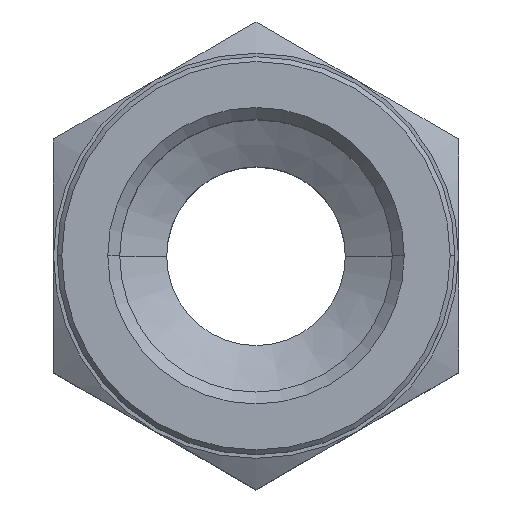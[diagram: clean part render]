
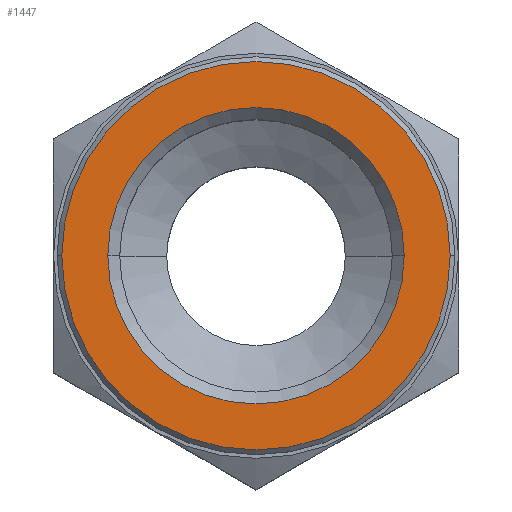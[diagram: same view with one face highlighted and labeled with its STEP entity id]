
A CAD part, top view. The second image highlights one B-rep face of the part: STEP entity #1447.
In plain terms, the highlighted planar face has unit normal (0, 0, 1).
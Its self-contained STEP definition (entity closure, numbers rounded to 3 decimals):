
#301=CARTESIAN_POINT('',(1.447,7.036,22.018));
#302=VERTEX_POINT('',#301);
#311=CARTESIAN_POINT('',(9.597,15.186,22.018));
#312=VERTEX_POINT('',#311);
#313=CARTESIAN_POINT('',(9.597,7.036,22.018));
#314=DIRECTION('',(0.0,0.0,1.0));
#315=DIRECTION('',(1.0,0.0,0.0));
#316=AXIS2_PLACEMENT_3D('',#313,#314,#315);
#317=CIRCLE('',#316,8.15);
#318=EDGE_CURVE('',#312,#302,#317,.T.);
#320=CARTESIAN_POINT('',(17.747,7.036,22.018));
#321=VERTEX_POINT('',#320);
#322=CARTESIAN_POINT('',(9.597,7.036,22.018));
#323=DIRECTION('',(0.0,0.0,1.0));
#324=DIRECTION('',(1.0,0.0,0.0));
#325=AXIS2_PLACEMENT_3D('',#322,#323,#324);
#326=CIRCLE('',#325,8.15);
#327=EDGE_CURVE('',#321,#312,#326,.T.);
#467=CARTESIAN_POINT('',(15.82,7.036,22.018));
#468=VERTEX_POINT('',#467);
#475=CARTESIAN_POINT('',(9.597,13.259,22.018));
#476=VERTEX_POINT('',#475);
#477=CARTESIAN_POINT('',(9.597,7.036,22.018));
#478=DIRECTION('',(0.0,0.0,-1.0));
#479=DIRECTION('',(-1.0,0.0,0.0));
#480=AXIS2_PLACEMENT_3D('',#477,#478,#479);
#481=CIRCLE('',#480,6.223);
#482=EDGE_CURVE('',#476,#468,#481,.T.);
#484=CARTESIAN_POINT('',(3.375,7.036,22.018));
#485=VERTEX_POINT('',#484);
#486=CARTESIAN_POINT('',(9.597,7.036,22.018));
#487=DIRECTION('',(0.0,0.0,-1.0));
#488=DIRECTION('',(-1.0,0.0,0.0));
#489=AXIS2_PLACEMENT_3D('',#486,#487,#488);
#490=CIRCLE('',#489,6.223);
#491=EDGE_CURVE('',#485,#476,#490,.T.);
#592=CARTESIAN_POINT('',(9.597,7.036,22.018));
#593=DIRECTION('',(0.0,0.0,-1.0));
#594=DIRECTION('',(-1.0,0.0,0.0));
#595=AXIS2_PLACEMENT_3D('',#592,#593,#594);
#596=CIRCLE('',#595,6.223);
#597=EDGE_CURVE('',#468,#485,#596,.T.);
#1422=CARTESIAN_POINT('',(9.597,7.036,22.018));
#1423=DIRECTION('',(0.0,0.0,1.0));
#1424=DIRECTION('',(1.0,0.0,0.0));
#1425=AXIS2_PLACEMENT_3D('',#1422,#1423,#1424);
#1426=CIRCLE('',#1425,8.15);
#1427=EDGE_CURVE('',#302,#321,#1426,.T.);
#1432=CARTESIAN_POINT('',(9.597,-1.114,22.018));
#1433=DIRECTION('',(0.0,0.0,1.0));
#1434=DIRECTION('',(1.0,0.0,0.0));
#1435=AXIS2_PLACEMENT_3D('',#1432,#1433,#1434);
#1436=PLANE('',#1435);
#1437=ORIENTED_EDGE('',*,*,#318,.T.);
#1438=ORIENTED_EDGE('',*,*,#1427,.T.);
#1439=ORIENTED_EDGE('',*,*,#327,.T.);
#1440=EDGE_LOOP('',(#1437,#1438,#1439));
#1441=FACE_OUTER_BOUND('',#1440,.T.);
#1442=ORIENTED_EDGE('',*,*,#482,.T.);
#1443=ORIENTED_EDGE('',*,*,#597,.T.);
#1444=ORIENTED_EDGE('',*,*,#491,.T.);
#1445=EDGE_LOOP('',(#1442,#1443,#1444));
#1446=FACE_BOUND('',#1445,.T.);
#1447=ADVANCED_FACE('',(#1441,#1446),#1436,.T.);
